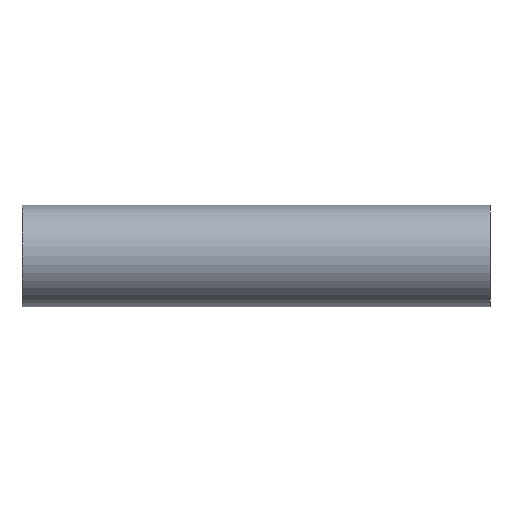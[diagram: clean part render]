
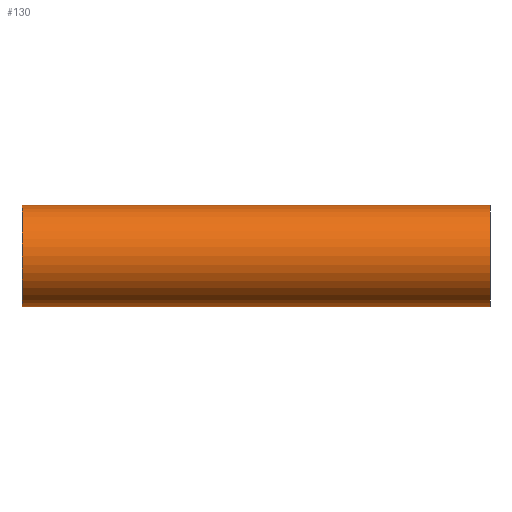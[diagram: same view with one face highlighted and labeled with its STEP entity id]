
A CAD part, front view. The second image highlights one B-rep face of the part: STEP entity #130.
In plain terms, the highlighted cylindrical face has radius 54 mm (diameter 108 mm), a partial arc.
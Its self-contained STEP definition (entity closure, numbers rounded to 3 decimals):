
#4 = EDGE_LOOP ( 'NONE', ( #47, #30, #113, #64 ) ) ;
#20 = EDGE_CURVE ( 'NONE', #122, #105, #31, .T. ) ;
#30 = ORIENTED_EDGE ( 'NONE', *, *, #50, .F. ) ;
#31 = LINE ( 'NONE', #83, #107 ) ;
#39 = CARTESIAN_POINT ( 'NONE',  ( 500., 0., 0. ) ) ;
#47 = ORIENTED_EDGE ( 'NONE', *, *, #20, .F. ) ;
#50 = EDGE_CURVE ( 'NONE', #191, #122, #190, .T. ) ;
#62 = EDGE_CURVE ( 'NONE', #206, #105, #156, .T. ) ;
#64 = ORIENTED_EDGE ( 'NONE', *, *, #62, .T. ) ;
#69 = DIRECTION ( 'NONE',  ( 1., 0., 0. ) ) ;
#71 = DIRECTION ( 'NONE',  ( 1., 0., 0. ) ) ;
#74 = CARTESIAN_POINT ( 'NONE',  ( 500., 0., 54. ) ) ;
#75 = CYLINDRICAL_SURFACE ( 'NONE', #127, 54. ) ;
#78 = LINE ( 'NONE', #141, #165 ) ;
#83 = CARTESIAN_POINT ( 'NONE',  ( 500., 0., -54. ) ) ;
#84 = CARTESIAN_POINT ( 'NONE',  ( 500., 0., -54. ) ) ;
#88 = CARTESIAN_POINT ( 'NONE',  ( 0., 0., -54. ) ) ;
#89 = AXIS2_PLACEMENT_3D ( 'NONE', #39, #71, #189 ) ;
#104 = DIRECTION ( 'NONE',  ( -1., 0., 0. ) ) ;
#105 = VERTEX_POINT ( 'NONE', #88 ) ;
#107 = VECTOR ( 'NONE', #104, 1000. ) ;
#113 = ORIENTED_EDGE ( 'NONE', *, *, #131, .T. ) ;
#121 = DIRECTION ( 'NONE',  ( -1., 0., 0. ) ) ;
#122 = VERTEX_POINT ( 'NONE', #84 ) ;
#127 = AXIS2_PLACEMENT_3D ( 'NONE', #145, #121, #160 ) ;
#130 = ADVANCED_FACE ( 'NONE', ( #184 ), #75, .T. ) ;
#131 = EDGE_CURVE ( 'NONE', #191, #206, #78, .T. ) ;
#141 = CARTESIAN_POINT ( 'NONE',  ( 500., 0., 54. ) ) ;
#145 = CARTESIAN_POINT ( 'NONE',  ( 500., 0., 0. ) ) ;
#149 = AXIS2_PLACEMENT_3D ( 'NONE', #167, #69, #187 ) ;
#156 = CIRCLE ( 'NONE', #149, 54. ) ;
#160 = DIRECTION ( 'NONE',  ( 0., 0., 1. ) ) ;
#165 = VECTOR ( 'NONE', #172, 1000. ) ;
#167 = CARTESIAN_POINT ( 'NONE',  ( 0., 0., 0. ) ) ;
#172 = DIRECTION ( 'NONE',  ( -1., 0., 0. ) ) ;
#184 = FACE_OUTER_BOUND ( 'NONE', #4, .T. ) ;
#187 = DIRECTION ( 'NONE',  ( 0., 0., -1. ) ) ;
#189 = DIRECTION ( 'NONE',  ( 0., 0., -1. ) ) ;
#190 = CIRCLE ( 'NONE', #89, 54. ) ;
#191 = VERTEX_POINT ( 'NONE', #74 ) ;
#194 = CARTESIAN_POINT ( 'NONE',  ( 0., 0., 54. ) ) ;
#206 = VERTEX_POINT ( 'NONE', #194 ) ;
